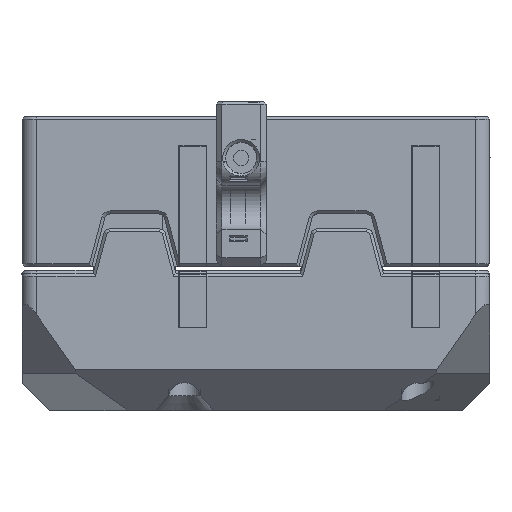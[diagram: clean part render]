
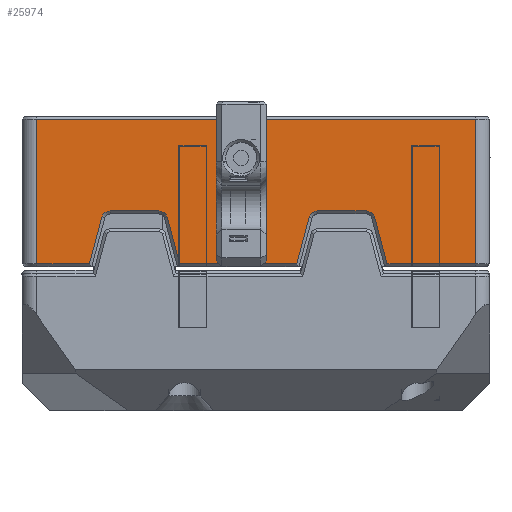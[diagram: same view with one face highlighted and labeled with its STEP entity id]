
A CAD part, left-side view. The second image highlights one B-rep face of the part: STEP entity #25974.
In plain terms, the highlighted face is planar.
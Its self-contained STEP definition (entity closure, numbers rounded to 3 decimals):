
#826=FACE_BOUND('',#3553,.T.);
#827=FACE_BOUND('',#3554,.T.);
#990=PLANE('',#27794);
#2055=FACE_OUTER_BOUND('',#3552,.T.);
#3552=EDGE_LOOP('',(#18459,#18460,#18461,#18462,#18463,#18464,#18465,#18466,
#18467,#18468,#18469,#18470,#18471,#18472,#18473,#18474));
#3553=EDGE_LOOP('',(#18475,#18476,#18477,#18478));
#3554=EDGE_LOOP('',(#18479));
#5200=LINE('',#37964,#8166);
#5201=LINE('',#37966,#8167);
#5202=LINE('',#37968,#8168);
#5203=LINE('',#37970,#8169);
#5204=LINE('',#37974,#8170);
#5205=LINE('',#37978,#8171);
#5206=LINE('',#37980,#8172);
#5207=LINE('',#37982,#8173);
#5208=LINE('',#37986,#8174);
#5209=LINE('',#37990,#8175);
#5210=LINE('',#37992,#8176);
#5211=LINE('',#37993,#8177);
#5212=LINE('',#37996,#8178);
#5213=LINE('',#37998,#8179);
#5214=LINE('',#38000,#8180);
#5215=LINE('',#38001,#8181);
#8166=VECTOR('',#30353,10.);
#8167=VECTOR('',#30354,10.);
#8168=VECTOR('',#30355,10.);
#8169=VECTOR('',#30356,10.);
#8170=VECTOR('',#30359,10.);
#8171=VECTOR('',#30362,10.);
#8172=VECTOR('',#30363,10.);
#8173=VECTOR('',#30364,10.);
#8174=VECTOR('',#30367,10.);
#8175=VECTOR('',#30370,10.);
#8176=VECTOR('',#30371,10.);
#8177=VECTOR('',#30372,10.);
#8178=VECTOR('',#30373,10.);
#8179=VECTOR('',#30374,10.);
#8180=VECTOR('',#30375,10.);
#8181=VECTOR('',#30376,10.);
#11018=CIRCLE('',#27791,3.75);
#11020=CIRCLE('',#27795,3.);
#11021=CIRCLE('',#27796,3.);
#11022=CIRCLE('',#27797,3.);
#11023=CIRCLE('',#27798,3.);
#11777=VERTEX_POINT('',#37954);
#11779=VERTEX_POINT('',#37962);
#11780=VERTEX_POINT('',#37963);
#11781=VERTEX_POINT('',#37965);
#11782=VERTEX_POINT('',#37967);
#11783=VERTEX_POINT('',#37969);
#11784=VERTEX_POINT('',#37971);
#11785=VERTEX_POINT('',#37973);
#11786=VERTEX_POINT('',#37975);
#11787=VERTEX_POINT('',#37977);
#11788=VERTEX_POINT('',#37979);
#11789=VERTEX_POINT('',#37981);
#11790=VERTEX_POINT('',#37983);
#11791=VERTEX_POINT('',#37985);
#11792=VERTEX_POINT('',#37987);
#11793=VERTEX_POINT('',#37989);
#11794=VERTEX_POINT('',#37991);
#11795=VERTEX_POINT('',#37994);
#11796=VERTEX_POINT('',#37995);
#11797=VERTEX_POINT('',#37997);
#11798=VERTEX_POINT('',#37999);
#14342=EDGE_CURVE('',#11777,#11777,#11018,.T.);
#14346=EDGE_CURVE('',#11779,#11780,#5200,.T.);
#14347=EDGE_CURVE('',#11781,#11779,#5201,.T.);
#14348=EDGE_CURVE('',#11781,#11782,#5202,.T.);
#14349=EDGE_CURVE('',#11783,#11782,#5203,.T.);
#14350=EDGE_CURVE('',#11784,#11783,#11020,.T.);
#14351=EDGE_CURVE('',#11785,#11784,#5204,.T.);
#14352=EDGE_CURVE('',#11786,#11785,#11021,.T.);
#14353=EDGE_CURVE('',#11787,#11786,#5205,.T.);
#14354=EDGE_CURVE('',#11787,#11788,#5206,.T.);
#14355=EDGE_CURVE('',#11789,#11788,#5207,.T.);
#14356=EDGE_CURVE('',#11790,#11789,#11022,.T.);
#14357=EDGE_CURVE('',#11791,#11790,#5208,.T.);
#14358=EDGE_CURVE('',#11792,#11791,#11023,.T.);
#14359=EDGE_CURVE('',#11793,#11792,#5209,.T.);
#14360=EDGE_CURVE('',#11793,#11794,#5210,.T.);
#14361=EDGE_CURVE('',#11780,#11794,#5211,.T.);
#14362=EDGE_CURVE('',#11795,#11796,#5212,.T.);
#14363=EDGE_CURVE('',#11797,#11795,#5213,.T.);
#14364=EDGE_CURVE('',#11798,#11797,#5214,.T.);
#14365=EDGE_CURVE('',#11796,#11798,#5215,.T.);
#18459=ORIENTED_EDGE('',*,*,#14346,.F.);
#18460=ORIENTED_EDGE('',*,*,#14347,.F.);
#18461=ORIENTED_EDGE('',*,*,#14348,.T.);
#18462=ORIENTED_EDGE('',*,*,#14349,.F.);
#18463=ORIENTED_EDGE('',*,*,#14350,.F.);
#18464=ORIENTED_EDGE('',*,*,#14351,.F.);
#18465=ORIENTED_EDGE('',*,*,#14352,.F.);
#18466=ORIENTED_EDGE('',*,*,#14353,.F.);
#18467=ORIENTED_EDGE('',*,*,#14354,.T.);
#18468=ORIENTED_EDGE('',*,*,#14355,.F.);
#18469=ORIENTED_EDGE('',*,*,#14356,.F.);
#18470=ORIENTED_EDGE('',*,*,#14357,.F.);
#18471=ORIENTED_EDGE('',*,*,#14358,.F.);
#18472=ORIENTED_EDGE('',*,*,#14359,.F.);
#18473=ORIENTED_EDGE('',*,*,#14360,.T.);
#18474=ORIENTED_EDGE('',*,*,#14361,.F.);
#18475=ORIENTED_EDGE('',*,*,#14362,.F.);
#18476=ORIENTED_EDGE('',*,*,#14363,.F.);
#18477=ORIENTED_EDGE('',*,*,#14364,.F.);
#18478=ORIENTED_EDGE('',*,*,#14365,.F.);
#18479=ORIENTED_EDGE('',*,*,#14342,.F.);
#25974=ADVANCED_FACE('',(#2055,#826,#827),#990,.T.);
#27791=AXIS2_PLACEMENT_3D('',#37955,#30343,#30344);
#27794=AXIS2_PLACEMENT_3D('',#37961,#30351,#30352);
#27795=AXIS2_PLACEMENT_3D('',#37972,#30357,#30358);
#27796=AXIS2_PLACEMENT_3D('',#37976,#30360,#30361);
#27797=AXIS2_PLACEMENT_3D('',#37984,#30365,#30366);
#27798=AXIS2_PLACEMENT_3D('',#37988,#30368,#30369);
#30343=DIRECTION('center_axis',(1.,0.,0.));
#30344=DIRECTION('ref_axis',(0.,1.,0.));
#30351=DIRECTION('center_axis',(1.,0.,0.));
#30352=DIRECTION('ref_axis',(0.,0.,
-1.));
#30353=DIRECTION('',(0.,0.,-1.));
#30354=DIRECTION('',(0.,1.,0.));
#30355=DIRECTION('',(0.,0.,-1.));
#30356=DIRECTION('',(0.,-0.966,0.258));
#30357=DIRECTION('center_axis',(1.,0.,0.));
#30358=DIRECTION('ref_axis',(0.,0.793,0.609));
#30359=DIRECTION('',(0.,0.,1.));
#30360=DIRECTION('center_axis',(1.,0.,0.));
#30361=DIRECTION('ref_axis',(0.,0.793,-0.609));
#30362=DIRECTION('',(0.,0.966,0.258));
#30363=DIRECTION('',(0.,0.,-1.));
#30364=DIRECTION('',(0.,-0.966,0.258));
#30365=DIRECTION('center_axis',(1.,0.,0.));
#30366=DIRECTION('ref_axis',(0.,0.793,0.609));
#30367=DIRECTION('',(0.,0.,1.));
#30368=DIRECTION('center_axis',(1.,0.,0.));
#30369=DIRECTION('ref_axis',(0.,0.793,-0.609));
#30370=DIRECTION('',(0.,0.966,0.258));
#30371=DIRECTION('',(0.,0.,-1.));
#30372=DIRECTION('',(0.,-1.,0.));
#30373=DIRECTION('',(0.,0.,-1.));
#30374=DIRECTION('',(0.,-1.,0.));
#30375=DIRECTION('',(0.,0.,1.));
#30376=DIRECTION('',(0.,1.,0.));
#37954=CARTESIAN_POINT('',(55.161,34.761,366.));
#37955=CARTESIAN_POINT('Origin',(55.161,38.511,366.));
#37961=CARTESIAN_POINT('Origin',(55.161,45.676,359.574));
#37962=CARTESIAN_POINT('',(55.161,51.67,435.));
#37963=CARTESIAN_POINT('',(55.161,51.67,287.));
#37964=CARTESIAN_POINT('',(55.161,51.67,366.074));
#37965=CARTESIAN_POINT('',(55.161,2.793,435.));
#37966=CARTESIAN_POINT('',(55.161,45.676,435.));
#37967=CARTESIAN_POINT('',(55.161,2.793,417.224));
#37968=CARTESIAN_POINT('',(55.161,2.793,295.574));
#37969=CARTESIAN_POINT('',(55.161,18.395,413.064));
#37970=CARTESIAN_POINT('',(55.161,32.409,409.327));
#37971=CARTESIAN_POINT('',(55.161,20.622,410.165));
#37972=CARTESIAN_POINT('Origin',(55.161,17.622,410.165));
#37973=CARTESIAN_POINT('',(55.161,20.622,393.835));
#37974=CARTESIAN_POINT('',(55.161,20.622,360.287));
#37975=CARTESIAN_POINT('',(55.161,18.395,390.936));
#37976=CARTESIAN_POINT('Origin',(55.161,17.622,393.835));
#37977=CARTESIAN_POINT('',(55.161,2.793,386.776));
#37978=CARTESIAN_POINT('',(55.161,21.847,391.857));
#37979=CARTESIAN_POINT('',(55.161,2.793,347.224));
#37980=CARTESIAN_POINT('',(55.161,2.793,295.574));
#37981=CARTESIAN_POINT('',(55.161,18.395,343.064));
#37982=CARTESIAN_POINT('',(55.161,23.696,341.65));
#37983=CARTESIAN_POINT('',(55.161,20.622,340.165));
#37984=CARTESIAN_POINT('Origin',(55.161,17.622,340.165));
#37985=CARTESIAN_POINT('',(55.161,20.622,323.835));
#37986=CARTESIAN_POINT('',(55.161,20.622,360.287));
#37987=CARTESIAN_POINT('',(55.161,18.395,320.936));
#37988=CARTESIAN_POINT('Origin',(55.161,17.622,323.835));
#37989=CARTESIAN_POINT('',(55.161,2.793,316.776));
#37990=CARTESIAN_POINT('',(55.161,30.561,324.18));
#37991=CARTESIAN_POINT('',(55.161,2.793,287.));
#37992=CARTESIAN_POINT('',(55.161,2.793,295.574));
#37993=CARTESIAN_POINT('',(55.161,45.676,287.));
#37994=CARTESIAN_POINT('',(55.161,6.279,370.));
#37995=CARTESIAN_POINT('',(55.161,6.279,362.));
#37996=CARTESIAN_POINT('',(55.161,6.279,363.787));
#37997=CARTESIAN_POINT('',(55.161,30.279,370.));
#37998=CARTESIAN_POINT('',(55.161,36.977,370.));
#37999=CARTESIAN_POINT('',(55.161,30.279,362.));
#38000=CARTESIAN_POINT('',(55.161,30.279,361.787));
#38001=CARTESIAN_POINT('',(55.161,26.977,362.));
